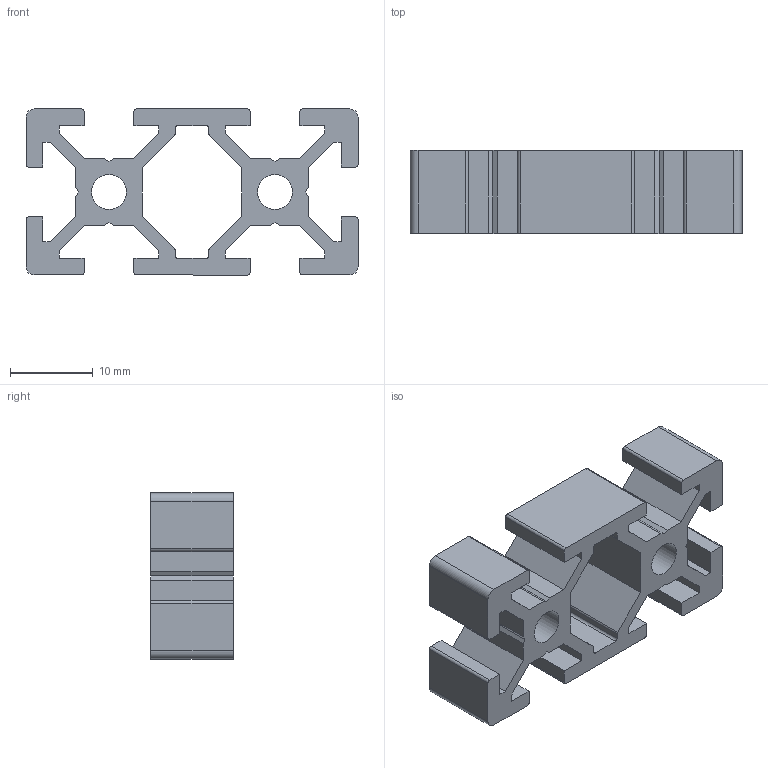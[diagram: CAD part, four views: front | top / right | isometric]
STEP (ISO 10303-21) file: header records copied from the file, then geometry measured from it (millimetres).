
FILE_DESCRIPTION(('FreeCAD Model'),'2;1');
FILE_NAME('Open CASCADE Shape Model','2021-08-02T12:00:20',('Author'),( ''),'Open CASCADE STEP processor 7.5','FreeCAD','Unknown');
FILE_SCHEMA(('AUTOMOTIVE_DESIGN { 1 0 10303 214 1 1 1 1 }'));
Length unit declared in the file: millimetre
Products named in the file (2): Body; SOLID
Assembly tree (1 placements, depth 2):
  Body
    SOLID
Bounding box: 40 x 10 x 20 mm (x, y, z)
Volume: 3235.1 mm3; surface area: 3773.4 mm2
Topology: 1 solids, 1 shells, 122 faces, 360 edges, 240 vertices
Faces by surface type: plane 96, cylinder 26
Full cylindrical faces by diameter (mm): 4.2 x2
Entity records: 8768 total; most frequent: CARTESIAN_POINT 1468, DIRECTION 1376, LINE 976, VECTOR 976, ORIENTED_EDGE 720, PCURVE 720, DEFINITIONAL_REPRESENTATION 720, EDGE_CURVE 360
